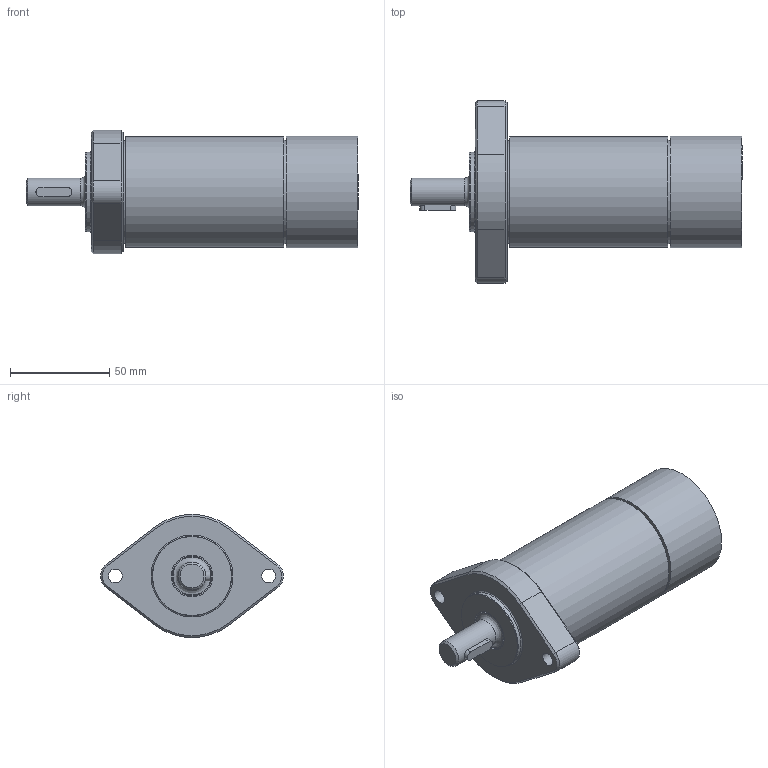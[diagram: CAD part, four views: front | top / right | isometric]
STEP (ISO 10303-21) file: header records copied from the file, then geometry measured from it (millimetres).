
FILE_DESCRIPTION((''),'2;1');
FILE_NAME('MRD 55-11000_29906297.stp','2009-06-17T09:56:47',('rmorof'),(''),'Autodesk Inventor 2008','Autodesk Inventor 2008','');
FILE_SCHEMA(('CONFIG_CONTROL_DESIGN'));
Length unit declared in the file: millimetre
Products named in the file (1): MRD 55-11000_29906297
Bounding box: 167 x 91.95 x 62 mm (x, y, z)
Volume: 353431.4 mm3; surface area: 36618.6 mm2
Topology: 1 solids, 2 shells, 68 faces, 142 edges, 90 vertices
Faces by surface type: plane 36, cylinder 13, cone 11, bspline 8
Full cylindrical faces by diameter (mm): 14 x1, 19.85 x1, 40 x1, 51.819 x2, 56 x2
Entity records: 1995 total; most frequent: CARTESIAN_POINT 537, DIRECTION 280, ORIENTED_EDGE 234, EDGE_CURVE 117, AXIS2_PLACEMENT_3D 110, EDGE_LOOP 102, VERTEX_POINT 83, FACE_OUTER_BOUND 68
